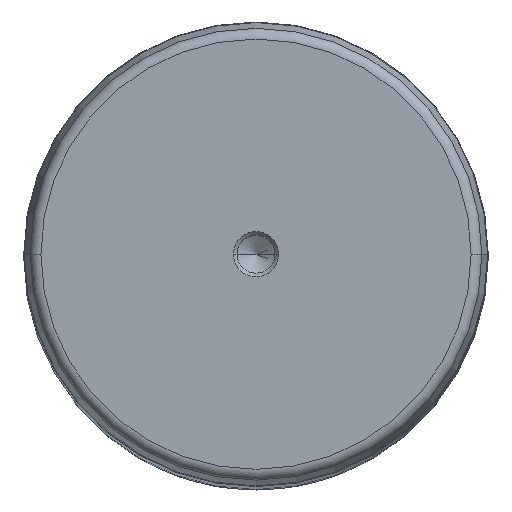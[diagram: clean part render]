
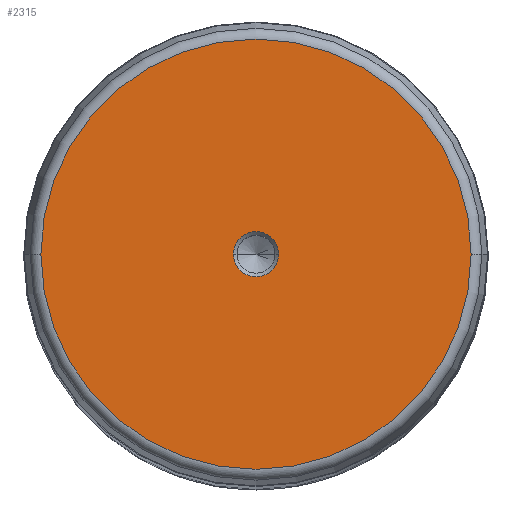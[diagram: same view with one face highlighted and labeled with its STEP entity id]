
A CAD part, top view. The second image highlights one B-rep face of the part: STEP entity #2315.
In plain terms, the highlighted planar face has unit normal (0, 0, 1).
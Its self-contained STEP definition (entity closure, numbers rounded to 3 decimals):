
#88 = CIRCLE ( 'NONE', #3036, 6.1 ) ;
#99 = EDGE_CURVE ( 'NONE', #2829, #3324, #2570, .T. ) ;
#132 = DIRECTION ( 'NONE',  ( 0., 0., 1. ) ) ;
#172 = DIRECTION ( 'NONE',  ( 0., 0., -1. ) ) ;
#243 = EDGE_CURVE ( 'NONE', #3067, #1073, #88, .T. ) ;
#377 = FACE_OUTER_BOUND ( 'NONE', #1222, .T. ) ;
#486 = CIRCLE ( 'NONE', #626, 57.879 ) ;
#538 = CIRCLE ( 'NONE', #844, 6.1 ) ;
#553 = AXIS2_PLACEMENT_3D ( 'NONE', #3177, #1234, #1498 ) ;
#626 = AXIS2_PLACEMENT_3D ( 'NONE', #714, #1245, #661 ) ;
#661 = DIRECTION ( 'NONE',  ( -1., 0., 0. ) ) ;
#681 = EDGE_CURVE ( 'NONE', #1073, #3067, #538, .T. ) ;
#714 = CARTESIAN_POINT ( 'NONE',  ( 0., 0., 550. ) ) ;
#815 = ORIENTED_EDGE ( 'NONE', *, *, #243, .T. ) ;
#844 = AXIS2_PLACEMENT_3D ( 'NONE', #1286, #2398, #3495 ) ;
#940 = CARTESIAN_POINT ( 'NONE',  ( 57.879, 0., 550. ) ) ;
#1073 = VERTEX_POINT ( 'NONE', #1760 ) ;
#1133 = FACE_BOUND ( 'NONE', #1699, .T. ) ;
#1173 = EDGE_CURVE ( 'NONE', #3324, #2829, #486, .T. ) ;
#1222 = EDGE_LOOP ( 'NONE', ( #3375, #2564 ) ) ;
#1234 = DIRECTION ( 'NONE',  ( 0., 0., -1. ) ) ;
#1245 = DIRECTION ( 'NONE',  ( 0., 0., -1. ) ) ;
#1286 = CARTESIAN_POINT ( 'NONE',  ( 0., 0., 550. ) ) ;
#1498 = DIRECTION ( 'NONE',  ( -1., 0., 0. ) ) ;
#1505 = CARTESIAN_POINT ( 'NONE',  ( 6.1, 0., 550. ) ) ;
#1507 = AXIS2_PLACEMENT_3D ( 'NONE', #3180, #132, #2625 ) ;
#1699 = EDGE_LOOP ( 'NONE', ( #815, #2490 ) ) ;
#1760 = CARTESIAN_POINT ( 'NONE',  ( -6.1, 0., 550. ) ) ;
#1834 = DIRECTION ( 'NONE',  ( 1., 0., 0. ) ) ;
#2133 = CARTESIAN_POINT ( 'NONE',  ( -57.879, 0., 550. ) ) ;
#2315 = ADVANCED_FACE ( 'NONE', ( #1133, #377 ), #2355, .T. ) ;
#2355 = PLANE ( 'NONE',  #1507 ) ;
#2398 = DIRECTION ( 'NONE',  ( 0., 0., -1. ) ) ;
#2490 = ORIENTED_EDGE ( 'NONE', *, *, #681, .T. ) ;
#2564 = ORIENTED_EDGE ( 'NONE', *, *, #1173, .F. ) ;
#2570 = CIRCLE ( 'NONE', #553, 57.879 ) ;
#2625 = DIRECTION ( 'NONE',  ( 1., 0., 0. ) ) ;
#2829 = VERTEX_POINT ( 'NONE', #2133 ) ;
#2997 = CARTESIAN_POINT ( 'NONE',  ( 0., 0., 550. ) ) ;
#3036 = AXIS2_PLACEMENT_3D ( 'NONE', #2997, #172, #1834 ) ;
#3067 = VERTEX_POINT ( 'NONE', #1505 ) ;
#3177 = CARTESIAN_POINT ( 'NONE',  ( 0., 0., 550. ) ) ;
#3180 = CARTESIAN_POINT ( 'NONE',  ( 0., 0., 550. ) ) ;
#3324 = VERTEX_POINT ( 'NONE', #940 ) ;
#3375 = ORIENTED_EDGE ( 'NONE', *, *, #99, .F. ) ;
#3495 = DIRECTION ( 'NONE',  ( 1., 0., 0. ) ) ;
